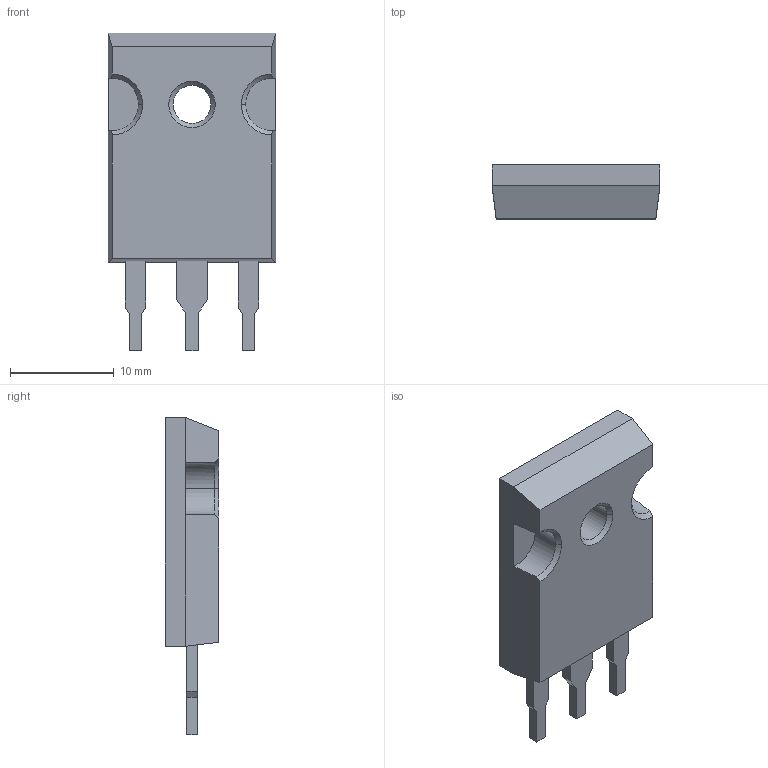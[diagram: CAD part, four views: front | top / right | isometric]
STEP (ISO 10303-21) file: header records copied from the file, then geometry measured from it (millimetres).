
FILE_DESCRIPTION((''),'2;1');
FILE_NAME('TO-247-V.stp','2009-03-10T14:16:18',(''),(''),'Mechanical Desktop 2006','Mechanical Desktop 2006',', , ');
FILE_SCHEMA(('AUTOMOTIVE_DESIGN { 1 2 10303 214 0 1 1 1 }'));
Length unit declared in the file: millimetre
Products named in the file (1): Product
Bounding box: 16.2 x 5.2 x 30.62 mm (x, y, z)
Volume: 1711.5 mm3; surface area: 1713.3 mm2
Topology: 5 solids, 5 shells, 80 faces, 192 edges, 124 vertices
Faces by surface type: plane 64, cylinder 10, cone 6
Entity records: 2349 total; most frequent: CARTESIAN_POINT 405, ORIENTED_EDGE 384, DIRECTION 380, EDGE_CURVE 192, VECTOR 158, LINE 158, VERTEX_POINT 124, AXIS2_PLACEMENT_3D 111
